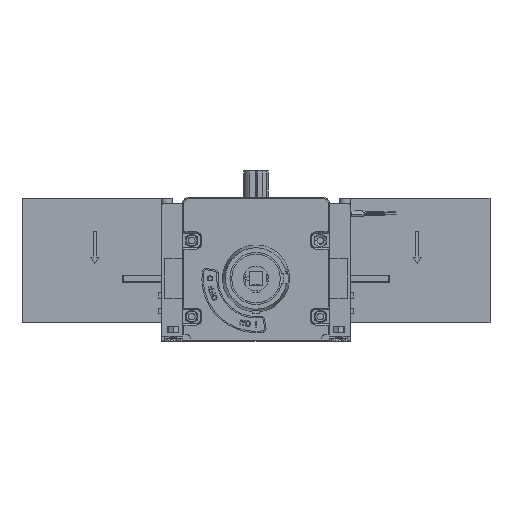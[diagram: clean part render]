
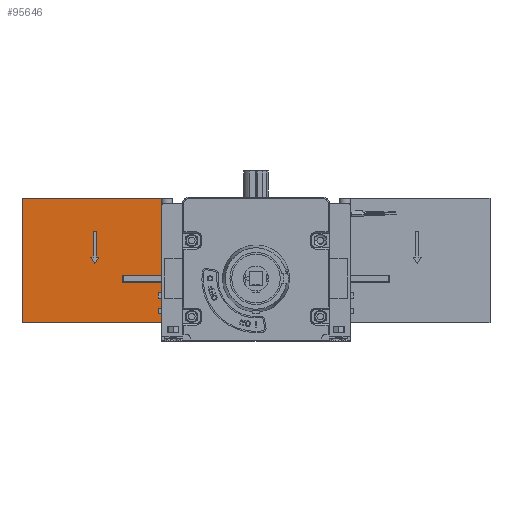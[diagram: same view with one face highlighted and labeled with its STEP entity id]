
A CAD part, top view. The second image highlights one B-rep face of the part: STEP entity #95646.
In plain terms, the highlighted planar face has unit normal (0, 0, 1).
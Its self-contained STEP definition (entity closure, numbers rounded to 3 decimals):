
#95156=DIRECTION('',(1.,0.,0.));
#95157=VECTOR('',#95156,106.369);
#95158=CARTESIAN_POINT('',(-178.5,61.4,-44.));
#95159=LINE('',#95158,#95157);
#95267=DIRECTION('',(0.,1.,0.));
#95268=VECTOR('',#95267,19.804);
#95269=CARTESIAN_POINT('',(-121.75,16.596,-44.));
#95270=LINE('',#95269,#95268);
#95271=DIRECTION('',(-1.,0.,0.));
#95272=VECTOR('',#95271,2.5);
#95273=CARTESIAN_POINT('',(-121.75,36.4,-44.));
#95274=LINE('',#95273,#95272);
#95275=DIRECTION('',(0.,-1.,0.));
#95276=VECTOR('',#95275,19.804);
#95277=CARTESIAN_POINT('',(-124.25,36.4,-44.));
#95278=LINE('',#95277,#95276);
#95279=DIRECTION('',(-1.,0.,0.));
#95280=VECTOR('',#95279,1.75);
#95281=CARTESIAN_POINT('',(-124.25,16.596,-44.));
#95282=LINE('',#95281,#95280);
#95283=DIRECTION('',(0.5,-0.866,0.));
#95284=VECTOR('',#95283,6.);
#95285=CARTESIAN_POINT('',(-126.,16.596,-44.));
#95286=LINE('',#95285,#95284);
#95287=DIRECTION('',(0.5,0.866,0.));
#95288=VECTOR('',#95287,6.);
#95289=CARTESIAN_POINT('',(-123.,11.4,-44.));
#95290=LINE('',#95289,#95288);
#95291=DIRECTION('',(-1.,0.,0.));
#95292=VECTOR('',#95291,1.75);
#95293=CARTESIAN_POINT('',(-120.,16.596,-44.));
#95294=LINE('',#95293,#95292);
#95295=DIRECTION('',(0.,-1.,0.));
#95296=VECTOR('',#95295,10.5);
#95297=CARTESIAN_POINT('',(-70.291,56.9,-44.));
#95298=LINE('',#95297,#95296);
#95299=DIRECTION('',(0.,-1.,0.));
#95300=VECTOR('',#95299,9.5);
#95301=CARTESIAN_POINT('',(-70.291,46.4,-44.));
#95302=LINE('',#95301,#95300);
#95303=DIRECTION('',(0.,-1.,0.));
#95304=VECTOR('',#95303,70.);
#95305=CARTESIAN_POINT('',(-70.291,36.9,-44.));
#95306=LINE('',#95305,#95304);
#95307=CARTESIAN_POINT('',(-70.291,-33.1,-44.));
#95308=CARTESIAN_POINT('',(-70.291,-33.117,-44.));
#95309=CARTESIAN_POINT('',(-70.29,-33.15,-44.));
#95310=CARTESIAN_POINT('',(-70.281,-33.199,-44.));
#95311=CARTESIAN_POINT('',(-70.268,-33.248,-44.));
#95312=CARTESIAN_POINT('',(-70.249,-33.295,-44.));
#95313=CARTESIAN_POINT('',(-70.225,-33.341,-44.));
#95314=CARTESIAN_POINT('',(-70.195,-33.384,-44.));
#95315=CARTESIAN_POINT('',(-70.161,-33.425,-44.));
#95316=CARTESIAN_POINT('',(-70.121,-33.463,-44.));
#95317=CARTESIAN_POINT('',(-70.077,-33.497,-44.));
#95318=CARTESIAN_POINT('',(-70.029,-33.527,-44.));
#95319=CARTESIAN_POINT('',(-69.976,-33.553,-44.));
#95320=CARTESIAN_POINT('',(-69.92,-33.573,-44.));
#95321=CARTESIAN_POINT('',(-69.86,-33.588,-44.));
#95322=CARTESIAN_POINT('',(-69.797,-33.598,-44.));
#95323=CARTESIAN_POINT('',(-69.754,-33.6,-44.));
#95324=CARTESIAN_POINT('',(-69.732,-33.6,-44.));
#95326=DIRECTION('',(-1.,0.,0.));
#95327=VECTOR('',#95326,108.768);
#95328=CARTESIAN_POINT('',(-69.732,-33.6,-44.));
#95329=LINE('',#95328,#95327);
#95330=DIRECTION('',(0.,-1.,0.));
#95331=VECTOR('',#95330,95.);
#95332=CARTESIAN_POINT('',(-178.5,61.4,-44.));
#95333=LINE('',#95332,#95331);
#95334=DIRECTION('',(0.,1.,0.));
#95335=VECTOR('',#95334,4.);
#95336=CARTESIAN_POINT('',(-72.131,57.4,-44.));
#95337=LINE('',#95336,#95335);
#95338=CARTESIAN_POINT('',(-72.131,57.4,-44.));
#95339=CARTESIAN_POINT('',(-72.131,57.383,-44.));
#95340=CARTESIAN_POINT('',(-72.129,57.349,-44.));
#95341=CARTESIAN_POINT('',(-72.121,57.298,-44.));
#95342=CARTESIAN_POINT('',(-72.107,57.247,-44.));
#95343=CARTESIAN_POINT('',(-72.088,57.199,-44.));
#95344=CARTESIAN_POINT('',(-72.064,57.153,-44.));
#95345=CARTESIAN_POINT('',(-72.035,57.109,-44.));
#95346=CARTESIAN_POINT('',(-72.002,57.068,-44.));
#95347=CARTESIAN_POINT('',(-71.964,57.031,-44.));
#95348=CARTESIAN_POINT('',(-71.922,56.997,-44.));
#95349=CARTESIAN_POINT('',(-71.877,56.968,-44.));
#95350=CARTESIAN_POINT('',(-71.828,56.944,-44.));
#95351=CARTESIAN_POINT('',(-71.777,56.924,-44.));
#95352=CARTESIAN_POINT('',(-71.724,56.91,-44.));
#95353=CARTESIAN_POINT('',(-71.669,56.902,-44.));
#95354=CARTESIAN_POINT('',(-71.633,56.9,-44.));
#95355=CARTESIAN_POINT('',(-71.614,56.9,-44.));
#95357=DIRECTION('',(1.,0.,0.));
#95358=VECTOR('',#95357,1.323);
#95359=CARTESIAN_POINT('',(-71.614,56.9,-44.));
#95360=LINE('',#95359,#95358);
#95428=CARTESIAN_POINT('',(-178.5,61.4,-44.));
#95430=VERTEX_POINT('',#95428);
#95432=CARTESIAN_POINT('',(-178.5,-33.6,-44.));
#95434=VERTEX_POINT('',#95432);
#95477=CARTESIAN_POINT('',(-121.75,36.4,-44.));
#95478=CARTESIAN_POINT('',(-121.75,16.596,-44.));
#95479=VERTEX_POINT('',#95477);
#95480=VERTEX_POINT('',#95478);
#95481=CARTESIAN_POINT('',(-120.,16.596,-44.));
#95482=VERTEX_POINT('',#95481);
#95483=CARTESIAN_POINT('',(-123.,11.4,-44.));
#95484=VERTEX_POINT('',#95483);
#95485=CARTESIAN_POINT('',(-126.,16.596,-44.));
#95486=VERTEX_POINT('',#95485);
#95487=CARTESIAN_POINT('',(-124.25,16.596,-44.));
#95488=VERTEX_POINT('',#95487);
#95489=CARTESIAN_POINT('',(-124.25,36.4,-44.));
#95490=VERTEX_POINT('',#95489);
#95493=CARTESIAN_POINT('',(-72.131,61.4,-44.));
#95494=VERTEX_POINT('',#95493);
#95497=VERTEX_POINT('',#95324);
#95498=VERTEX_POINT('',#95307);
#95505=CARTESIAN_POINT('',(-70.291,56.9,-44.));
#95506=CARTESIAN_POINT('',(-71.614,56.9,-44.));
#95507=VERTEX_POINT('',#95505);
#95508=VERTEX_POINT('',#95506);
#95509=CARTESIAN_POINT('',(-72.131,57.4,-44.));
#95510=VERTEX_POINT('',#95509);
#95511=CARTESIAN_POINT('',(-70.291,46.4,-44.));
#95512=VERTEX_POINT('',#95511);
#95513=CARTESIAN_POINT('',(-70.291,36.9,-44.));
#95514=VERTEX_POINT('',#95513);
#95606=CARTESIAN_POINT('',(-178.5,61.4,-44.));
#95607=DIRECTION('',(0.,0.,1.));
#95608=DIRECTION('',(1.,0.,0.));
#95609=AXIS2_PLACEMENT_3D('',#95606,#95607,#95608);
#95610=PLANE('',#95609);
#95612=ORIENTED_EDGE('',*,*,#95611,.T.);
#95614=ORIENTED_EDGE('',*,*,#95613,.T.);
#95616=ORIENTED_EDGE('',*,*,#95615,.T.);
#95618=ORIENTED_EDGE('',*,*,#95617,.T.);
#95619=ORIENTED_EDGE('',*,*,#95546,.T.);
#95620=ORIENTED_EDGE('',*,*,#95599,.F.);
#95621=ORIENTED_EDGE('',*,*,#95528,.T.);
#95623=ORIENTED_EDGE('',*,*,#95622,.F.);
#95625=ORIENTED_EDGE('',*,*,#95624,.T.);
#95627=ORIENTED_EDGE('',*,*,#95626,.T.);
#95628=EDGE_LOOP('',(#95612,#95614,#95616,#95618,#95619,#95620,#95621,#95623,
#95625,#95627));
#95629=FACE_OUTER_BOUND('',#95628,.F.);
#95631=ORIENTED_EDGE('',*,*,#95630,.T.);
#95633=ORIENTED_EDGE('',*,*,#95632,.T.);
#95635=ORIENTED_EDGE('',*,*,#95634,.T.);
#95637=ORIENTED_EDGE('',*,*,#95636,.T.);
#95639=ORIENTED_EDGE('',*,*,#95638,.T.);
#95641=ORIENTED_EDGE('',*,*,#95640,.T.);
#95643=ORIENTED_EDGE('',*,*,#95642,.T.);
#95644=EDGE_LOOP('',(#95631,#95633,#95635,#95637,#95639,#95641,#95643));
#95645=FACE_BOUND('',#95644,.F.);
#95646=ADVANCED_FACE('',(#95629,#95645),#95610,.T.);
#95325=B_SPLINE_CURVE_WITH_KNOTS('',3,(#95307,#95308,#95309,#95310,#95311,
#95312,#95313,#95314,#95315,#95316,#95317,#95318,#95319,#95320,#95321,#95322,
#95323,#95324),.UNSPECIFIED.,.F.,.F.,(4,1,1,1,1,1,1,1,1,1,1,1,1,1,1,4),(0.,
0.067,0.133,0.2,0.267,0.333,
0.4,0.467,0.533,0.6,0.667,
0.733,0.8,0.867,0.933,1.),
.UNSPECIFIED.);
#95356=B_SPLINE_CURVE_WITH_KNOTS('',3,(#95338,#95339,#95340,#95341,#95342,
#95343,#95344,#95345,#95346,#95347,#95348,#95349,#95350,#95351,#95352,#95353,
#95354,#95355),.UNSPECIFIED.,.F.,.F.,(4,1,1,1,1,1,1,1,1,1,1,1,1,1,1,4),(0.,
0.067,0.133,0.2,0.267,0.333,
0.4,0.467,0.533,0.6,0.667,
0.733,0.8,0.867,0.933,1.),
.UNSPECIFIED.);
#95528=EDGE_CURVE('',#95430,#95494,#95159,.T.);
#95546=EDGE_CURVE('',#95497,#95434,#95329,.T.);
#95599=EDGE_CURVE('',#95430,#95434,#95333,.T.);
#95611=EDGE_CURVE('',#95507,#95512,#95298,.T.);
#95613=EDGE_CURVE('',#95512,#95514,#95302,.T.);
#95615=EDGE_CURVE('',#95514,#95498,#95306,.T.);
#95617=EDGE_CURVE('',#95498,#95497,#95325,.T.);
#95622=EDGE_CURVE('',#95510,#95494,#95337,.T.);
#95624=EDGE_CURVE('',#95510,#95508,#95356,.T.);
#95626=EDGE_CURVE('',#95508,#95507,#95360,.T.);
#95630=EDGE_CURVE('',#95480,#95479,#95270,.T.);
#95632=EDGE_CURVE('',#95479,#95490,#95274,.T.);
#95634=EDGE_CURVE('',#95490,#95488,#95278,.T.);
#95636=EDGE_CURVE('',#95488,#95486,#95282,.T.);
#95638=EDGE_CURVE('',#95486,#95484,#95286,.T.);
#95640=EDGE_CURVE('',#95484,#95482,#95290,.T.);
#95642=EDGE_CURVE('',#95482,#95480,#95294,.T.);
